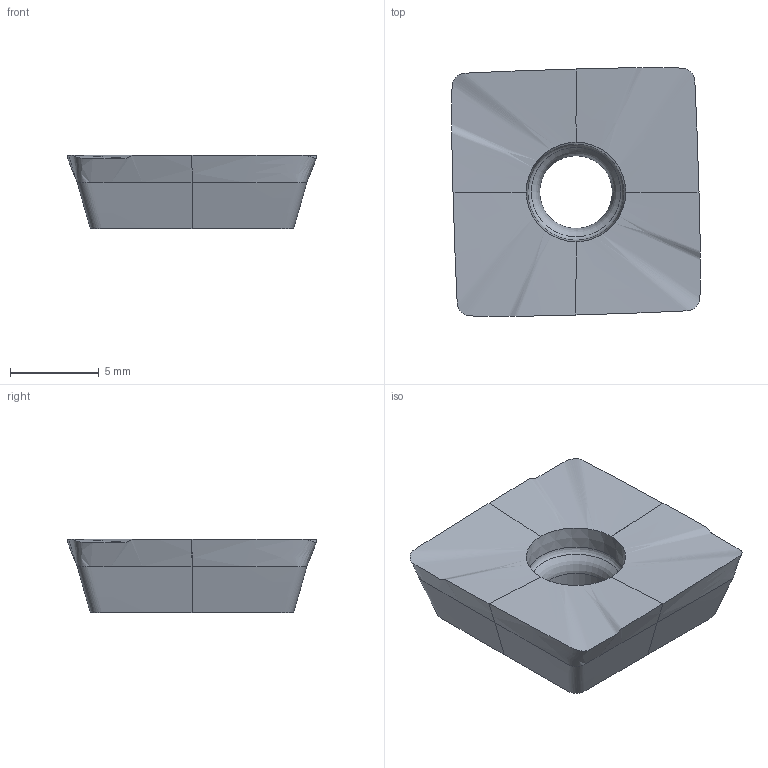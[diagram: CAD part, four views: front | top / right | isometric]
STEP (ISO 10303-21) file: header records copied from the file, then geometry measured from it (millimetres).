
FILE_DESCRIPTION(/* description */ (''),/* implementation_level */ '2;1');
FILE_NAME(/* name */ 'aaa317525_a.stp',/* time_stamp */ '2018-06-20T15:48:38+02:00',/* author */ (''),/* organization */ ('SMS'),/* preprocessor_version */ 'ST-DEVELOPER v15',/* originating_system */ 'SIEMENS PLM Software NX 8.5',/* authorisation */ '');
FILE_SCHEMA (('AUTOMOTIVE_DESIGN { 1 0 10303 214 3 1 1 1 }'));
Length unit declared in the file: millimetre
Products named in the file (1): AAA317525_A
Bounding box: 14.02 x 14.02 x 4.13 mm (x, y, z)
Volume: 555.2 mm3; surface area: 555 mm2
Topology: 1 solids, 1 shells, 22 faces, 47 edges, 28 vertices
Faces by surface type: bspline 12, plane 6, torus 2, cylinder 1, cone 1
Full cylindrical faces by diameter (mm): 4.1 x1
Entity records: 9436 total; most frequent: CARTESIAN_POINT 9042, ORIENTED_EDGE 82, EDGE_CURVE 41, B_SPLINE_CURVE_WITH_KNOTS 38, DIRECTION 34, EDGE_LOOP 27, VERTEX_POINT 24, ADVANCED_FACE 22
